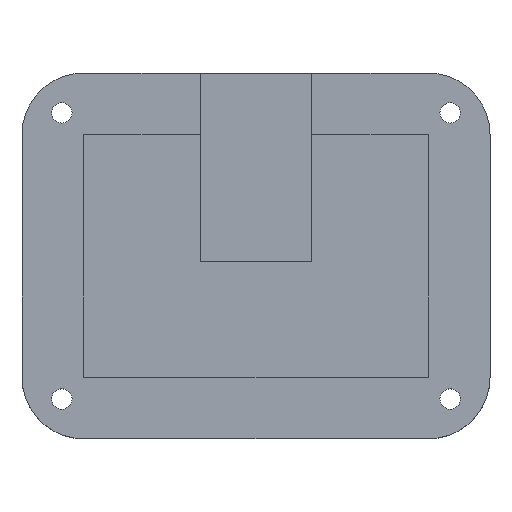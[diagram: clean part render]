
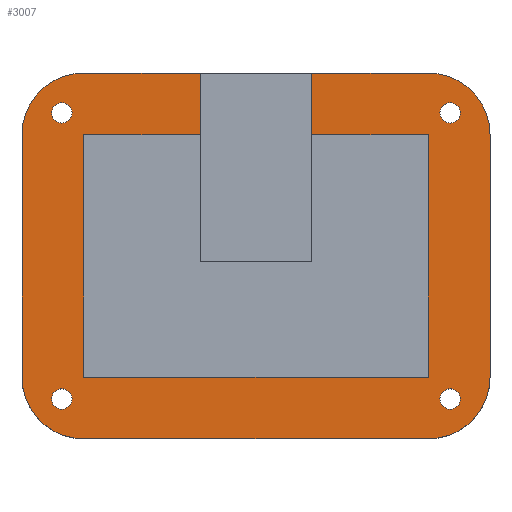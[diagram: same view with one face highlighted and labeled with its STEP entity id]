
A CAD part, top view. The second image highlights one B-rep face of the part: STEP entity #3007.
In plain terms, the highlighted planar face has unit normal (0, 0, 1).
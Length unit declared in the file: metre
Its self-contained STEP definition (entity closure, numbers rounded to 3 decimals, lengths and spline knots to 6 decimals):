
#156=LINE('',#4617,#392);
#160=LINE('',#4634,#396);
#161=LINE('',#4637,#397);
#162=LINE('',#4639,#398);
#163=LINE('',#4643,#399);
#164=LINE('',#4647,#400);
#165=LINE('',#4651,#401);
#166=LINE('',#4655,#402);
#167=LINE('',#4657,#403);
#168=LINE('',#4658,#404);
#169=LINE('',#4660,#405);
#170=LINE('',#4662,#406);
#392=VECTOR('',#3659,1.);
#396=VECTOR('',#3673,1.);
#397=VECTOR('',#3674,1.);
#398=VECTOR('',#3675,1.);
#399=VECTOR('',#3678,1.);
#400=VECTOR('',#3681,1.);
#401=VECTOR('',#3684,1.);
#402=VECTOR('',#3687,1.);
#403=VECTOR('',#3688,1.);
#404=VECTOR('',#3689,1.);
#405=VECTOR('',#3690,1.);
#406=VECTOR('',#3691,1.);
#759=ORIENTED_EDGE('',*,*,#1691,.T.);
#760=ORIENTED_EDGE('',*,*,#1692,.F.);
#761=ORIENTED_EDGE('',*,*,#1693,.T.);
#762=ORIENTED_EDGE('',*,*,#1694,.F.);
#763=ORIENTED_EDGE('',*,*,#1695,.F.);
#764=ORIENTED_EDGE('',*,*,#1696,.T.);
#765=ORIENTED_EDGE('',*,*,#1697,.T.);
#766=ORIENTED_EDGE('',*,*,#1698,.T.);
#767=ORIENTED_EDGE('',*,*,#1699,.F.);
#768=ORIENTED_EDGE('',*,*,#1700,.T.);
#769=ORIENTED_EDGE('',*,*,#1701,.F.);
#770=ORIENTED_EDGE('',*,*,#1702,.T.);
#771=ORIENTED_EDGE('',*,*,#1703,.T.);
#772=ORIENTED_EDGE('',*,*,#1704,.T.);
#773=ORIENTED_EDGE('',*,*,#1705,.T.);
#774=ORIENTED_EDGE('',*,*,#1706,.F.);
#775=ORIENTED_EDGE('',*,*,#1687,.F.);
#776=ORIENTED_EDGE('',*,*,#1707,.F.);
#777=ORIENTED_EDGE('',*,*,#1708,.T.);
#778=ORIENTED_EDGE('',*,*,#1709,.T.);
#1687=EDGE_CURVE('',#2153,#2154,#156,.T.);
#1691=EDGE_CURVE('',#2157,#2157,#2426,.T.);
#1692=EDGE_CURVE('',#2158,#2158,#2427,.T.);
#1693=EDGE_CURVE('',#2159,#2159,#2428,.T.);
#1694=EDGE_CURVE('',#2160,#2160,#2429,.T.);
#1695=EDGE_CURVE('',#2161,#2162,#160,.T.);
#1696=EDGE_CURVE('',#2161,#2163,#161,.T.);
#1697=EDGE_CURVE('',#2163,#2164,#162,.T.);
#1698=EDGE_CURVE('',#2164,#2165,#2430,.T.);
#1699=EDGE_CURVE('',#2166,#2165,#163,.T.);
#1700=EDGE_CURVE('',#2166,#2167,#2431,.T.);
#1701=EDGE_CURVE('',#2168,#2167,#164,.T.);
#1702=EDGE_CURVE('',#2168,#2169,#2432,.T.);
#1703=EDGE_CURVE('',#2169,#2170,#165,.T.);
#1704=EDGE_CURVE('',#2170,#2171,#2433,.T.);
#1705=EDGE_CURVE('',#2171,#2172,#166,.T.);
#1706=EDGE_CURVE('',#2154,#2172,#167,.T.);
#1707=EDGE_CURVE('',#2173,#2153,#168,.T.);
#1708=EDGE_CURVE('',#2173,#2174,#169,.T.);
#1709=EDGE_CURVE('',#2174,#2162,#170,.T.);
#2153=VERTEX_POINT('',#4618);
#2154=VERTEX_POINT('',#4619);
#2157=VERTEX_POINT('',#4627);
#2158=VERTEX_POINT('',#4629);
#2159=VERTEX_POINT('',#4631);
#2160=VERTEX_POINT('',#4633);
#2161=VERTEX_POINT('',#4635);
#2162=VERTEX_POINT('',#4636);
#2163=VERTEX_POINT('',#4638);
#2164=VERTEX_POINT('',#4640);
#2165=VERTEX_POINT('',#4642);
#2166=VERTEX_POINT('',#4644);
#2167=VERTEX_POINT('',#4646);
#2168=VERTEX_POINT('',#4648);
#2169=VERTEX_POINT('',#4650);
#2170=VERTEX_POINT('',#4652);
#2171=VERTEX_POINT('',#4654);
#2172=VERTEX_POINT('',#4656);
#2173=VERTEX_POINT('',#4659);
#2174=VERTEX_POINT('',#4661);
#2426=CIRCLE('',#3251,0.0017);
#2427=CIRCLE('',#3252,0.0017);
#2428=CIRCLE('',#3253,0.0017);
#2429=CIRCLE('',#3254,0.0017);
#2430=CIRCLE('',#3255,0.01025);
#2431=CIRCLE('',#3256,0.01025);
#2432=CIRCLE('',#3257,0.01025);
#2433=CIRCLE('',#3258,0.01025);
#2553=EDGE_LOOP('',(#759));
#2554=EDGE_LOOP('',(#760));
#2555=EDGE_LOOP('',(#761));
#2556=EDGE_LOOP('',(#762));
#2557=EDGE_LOOP('',(#763,#764,#765,#766,#767,#768,#769,#770,#771,#772,#773,
#774,#775,#776,#777,#778));
#2755=FACE_BOUND('',#2553,.T.);
#2756=FACE_BOUND('',#2554,.T.);
#2757=FACE_BOUND('',#2555,.T.);
#2758=FACE_BOUND('',#2556,.T.);
#2759=FACE_BOUND('',#2557,.T.);
#2949=PLANE('',#3250);
#3007=ADVANCED_FACE('',(#2755,#2756,#2757,#2758,#2759),#2949,.T.);
#3250=AXIS2_PLACEMENT_3D('',#4625,#3663,#3664);
#3251=AXIS2_PLACEMENT_3D('',#4626,#3665,#3666);
#3252=AXIS2_PLACEMENT_3D('',#4628,#3667,#3668);
#3253=AXIS2_PLACEMENT_3D('',#4630,#3669,#3670);
#3254=AXIS2_PLACEMENT_3D('',#4632,#3671,#3672);
#3255=AXIS2_PLACEMENT_3D('',#4641,#3676,#3677);
#3256=AXIS2_PLACEMENT_3D('',#4645,#3679,#3680);
#3257=AXIS2_PLACEMENT_3D('',#4649,#3682,#3683);
#3258=AXIS2_PLACEMENT_3D('',#4653,#3685,#3686);
#3659=DIRECTION('',(-1.,0.,0.));
#3663=DIRECTION('',(0.,0.,1.));
#3664=DIRECTION('',(1.,0.,0.));
#3665=DIRECTION('',(0.,0.,-1.));
#3666=DIRECTION('',(1.,0.,0.));
#3667=DIRECTION('',(0.,0.,1.));
#3668=DIRECTION('',(1.,0.,0.));
#3669=DIRECTION('',(0.,0.,-1.));
#3670=DIRECTION('',(1.,0.,0.));
#3671=DIRECTION('',(0.,0.,1.));
#3672=DIRECTION('',(1.,0.,0.));
#3673=DIRECTION('',(-1.,0.,0.));
#3674=DIRECTION('',(0.,1.,0.));
#3675=DIRECTION('',(-1.,0.,0.));
#3676=DIRECTION('',(0.,0.,1.));
#3677=DIRECTION('',(1.,0.,0.));
#3678=DIRECTION('',(0.,1.,0.));
#3679=DIRECTION('',(0.,0.,1.));
#3680=DIRECTION('',(1.,0.,0.));
#3681=DIRECTION('',(-1.,0.,0.));
#3682=DIRECTION('',(0.,0.,1.));
#3683=DIRECTION('',(1.,0.,0.));
#3684=DIRECTION('',(0.,1.,0.));
#3685=DIRECTION('',(0.,0.,1.));
#3686=DIRECTION('',(1.,0.,0.));
#3687=DIRECTION('',(-1.,0.,0.));
#3688=DIRECTION('',(0.,1.,0.));
#3689=DIRECTION('',(0.,1.,0.));
#3690=DIRECTION('',(-1.,0.,0.));
#3691=DIRECTION('',(0.,1.,0.));
#4617=CARTESIAN_POINT('',(0.,0.020186,0.017));
#4618=CARTESIAN_POINT('',(0.028701,0.020186,0.017));
#4619=CARTESIAN_POINT('',(0.00925,0.020186,0.017));
#4625=CARTESIAN_POINT('',(0.,0.,0.017));
#4626=CARTESIAN_POINT('',(0.032325,0.02381,0.017));
#4627=CARTESIAN_POINT('',(0.034025,0.02381,0.017));
#4628=CARTESIAN_POINT('',(0.032325,-0.02381,0.017));
#4629=CARTESIAN_POINT('',(0.034025,-0.02381,0.017));
#4630=CARTESIAN_POINT('',(-0.032325,-0.02381,0.017));
#4631=CARTESIAN_POINT('',(-0.030625,-0.02381,0.017));
#4632=CARTESIAN_POINT('',(-0.032325,0.02381,0.017));
#4633=CARTESIAN_POINT('',(-0.030625,0.02381,0.017));
#4634=CARTESIAN_POINT('',(0.,0.020186,0.017));
#4635=CARTESIAN_POINT('',(-0.00925,0.020186,0.017));
#4636=CARTESIAN_POINT('',(-0.028701,0.020186,0.017));
#4637=CARTESIAN_POINT('',(-0.00925,0.025311,0.017));
#4638=CARTESIAN_POINT('',(-0.00925,0.030436,0.017));
#4639=CARTESIAN_POINT('',(0.,0.030436,0.017));
#4640=CARTESIAN_POINT('',(-0.028701,0.030436,0.017));
#4641=CARTESIAN_POINT('',(-0.028701,0.020186,0.017));
#4642=CARTESIAN_POINT('',(-0.038951,0.020186,0.017));
#4643=CARTESIAN_POINT('',(-0.038951,0.,0.017));
#4644=CARTESIAN_POINT('',(-0.038951,-0.020186,0.017));
#4645=CARTESIAN_POINT('',(-0.028701,-0.020186,0.017));
#4646=CARTESIAN_POINT('',(-0.028701,-0.030436,0.017));
#4647=CARTESIAN_POINT('',(0.,-0.030436,0.017));
#4648=CARTESIAN_POINT('',(0.028701,-0.030436,0.017));
#4649=CARTESIAN_POINT('',(0.028701,-0.020186,0.017));
#4650=CARTESIAN_POINT('',(0.038951,-0.020186,0.017));
#4651=CARTESIAN_POINT('',(0.038951,0.,0.017));
#4652=CARTESIAN_POINT('',(0.038951,0.020186,0.017));
#4653=CARTESIAN_POINT('',(0.028701,0.020186,0.017));
#4654=CARTESIAN_POINT('',(0.028701,0.030436,0.017));
#4655=CARTESIAN_POINT('',(0.,0.030436,0.017));
#4656=CARTESIAN_POINT('',(0.00925,0.030436,0.017));
#4657=CARTESIAN_POINT('',(0.00925,0.025311,0.017));
#4658=CARTESIAN_POINT('',(0.028701,0.,0.017));
#4659=CARTESIAN_POINT('',(0.028701,-0.020186,0.017));
#4660=CARTESIAN_POINT('',(0.,-0.020186,0.017));
#4661=CARTESIAN_POINT('',(-0.028701,-0.020186,0.017));
#4662=CARTESIAN_POINT('',(-0.028701,0.,0.017));
